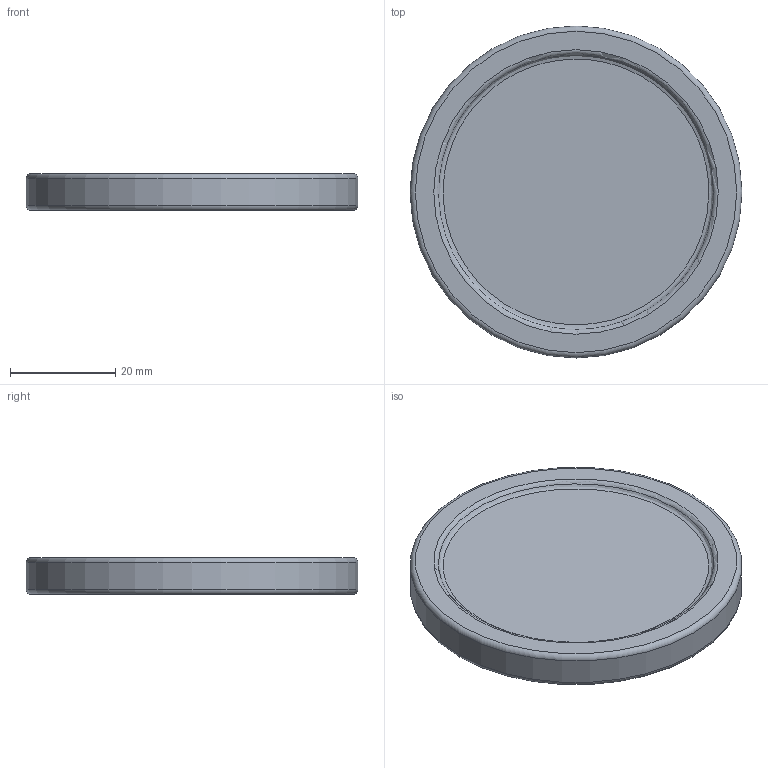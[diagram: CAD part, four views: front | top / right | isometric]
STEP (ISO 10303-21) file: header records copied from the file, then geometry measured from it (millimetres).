
FILE_DESCRIPTION(/* description */ (''),/* implementation_level */ '2;1');
FILE_NAME(/* name */ 'Puck v3.step',/* time_stamp */ '2020-04-11T11:21:21+02:00',/* author */ (''),/* organization */ (''),/* preprocessor_version */ 'ST-DEVELOPER v18',/* originating_system */ 'Autodesk Translation Framework v8.12.0.6',/* authorisation */ '');
FILE_SCHEMA (('AUTOMOTIVE_DESIGN { 1 0 10303 214 3 1 1 }'));
Length unit declared in the file: millimetre
Products named in the file (1): Puck
Bounding box: 63 x 63 x 7 mm (x, y, z)
Volume: 17063.4 mm3; surface area: 7587 mm2
Topology: 1 solids, 1 shells, 11 faces, 19 edges, 12 vertices
Faces by surface type: plane 4, torus 4, bspline 2, cylinder 1
Full cylindrical faces by diameter (mm): 63 x1
Entity records: 571 total; most frequent: CARTESIAN_POINT 330, DIRECTION 45, ORIENTED_EDGE 38, AXIS2_PLACEMENT_3D 22, EDGE_CURVE 19, EDGE_LOOP 13, CIRCLE 12, VERTEX_POINT 12
